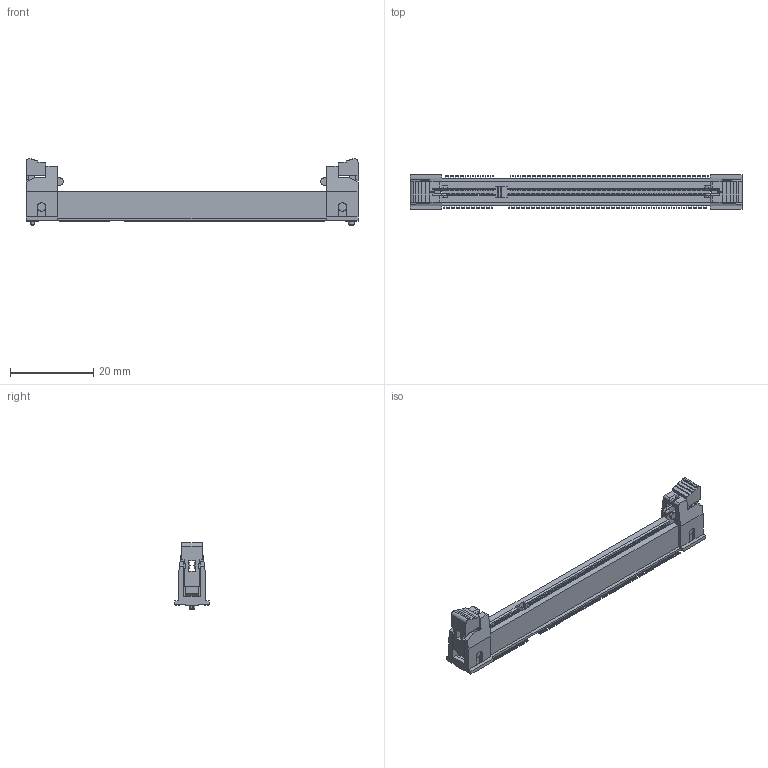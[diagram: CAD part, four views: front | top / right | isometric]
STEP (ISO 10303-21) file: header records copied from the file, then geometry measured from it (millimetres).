
FILE_DESCRIPTION(('STEP AP242'),'1');
FILE_NAME('2040910-1.stp','2020-04-18T15:24:27',('TraceParts'),('TraceParts S.A.'),'Spatial InterOp 3D',' ',' ');
FILE_SCHEMA(('AP242_MANAGED_MODEL_BASED_3D_ENGINEERING_MIM_LF {1 0 10303 442 1 1 4}'));
Length unit declared in the file: millimetre
Products named in the file (1): C-2040910-1
Bounding box: 79.8 x 8.4 x 16 mm (x, y, z)
Volume: 2831 mm3; surface area: 4503.6 mm2
Topology: 1 solids, 1 shells, 2359 faces, 6052 edges, 3878 vertices
Faces by surface type: plane 1690, cylinder 653, cone 8, sphere 8
Entity records: 70829 total; most frequent: CARTESIAN_POINT 12418, ORIENTED_EDGE 12088, DIRECTION 12076, EDGE_CURVE 6044, LINE 4700, VECTOR 4700, VERTEX_POINT 3878, AXIS2_PLACEMENT_3D 3688
